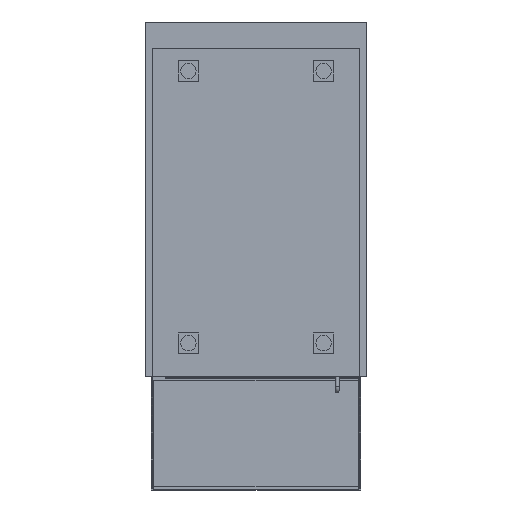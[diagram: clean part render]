
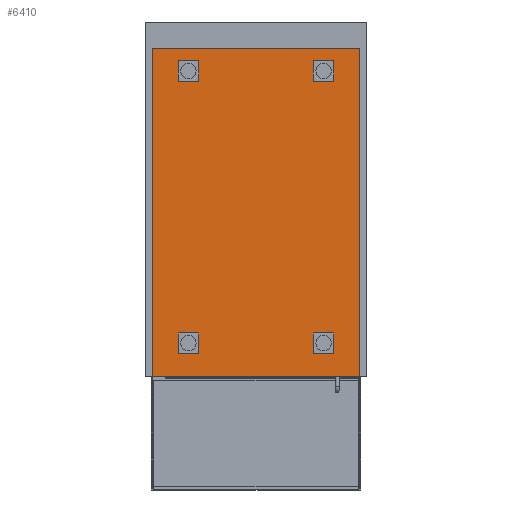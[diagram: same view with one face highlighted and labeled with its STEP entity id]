
A CAD part, front view. The second image highlights one B-rep face of the part: STEP entity #6410.
In plain terms, the highlighted planar face has unit normal (0, -1, 0).
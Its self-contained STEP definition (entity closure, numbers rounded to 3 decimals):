
#96 = CARTESIAN_POINT ( 'NONE',  ( -203.5, -498., 296.5 ) ) ;
#716 = VERTEX_POINT ( 'NONE', #3486 ) ;
#786 = AXIS2_PLACEMENT_3D ( 'NONE', #6025, #6784, #5315 ) ;
#886 = LINE ( 'NONE', #4581, #5213 ) ;
#1313 = CARTESIAN_POINT ( 'NONE',  ( 203.5, -498., 296.5 ) ) ;
#1345 = VERTEX_POINT ( 'NONE', #1313 ) ;
#1513 = EDGE_CURVE ( 'NONE', #716, #1345, #886, .T. ) ;
#1514 = FACE_OUTER_BOUND ( 'NONE', #3526, .T. ) ;
#1554 = PLANE ( 'NONE',  #786 ) ;
#1558 = CARTESIAN_POINT ( 'NONE',  ( -203.5, -498., 296.5 ) ) ;
#2074 = CARTESIAN_POINT ( 'NONE',  ( -203.5, -498., 296.5 ) ) ;
#2107 = DIRECTION ( 'NONE',  ( 1., 0., 0. ) ) ;
#2195 = VECTOR ( 'NONE', #8728, 1000. ) ;
#2319 = LINE ( 'NONE', #2074, #2195 ) ;
#2763 = EDGE_CURVE ( 'NONE', #8354, #9455, #5167, .T. ) ;
#2971 = ORIENTED_EDGE ( 'NONE', *, *, #1513, .T. ) ;
#3131 = ORIENTED_EDGE ( 'NONE', *, *, #8019, .T. ) ;
#3486 = CARTESIAN_POINT ( 'NONE',  ( 203.5, -498., -347.5 ) ) ;
#3526 = EDGE_LOOP ( 'NONE', ( #4878, #3131, #2971, #9688 ) ) ;
#4581 = CARTESIAN_POINT ( 'NONE',  ( 203.5, -498., 296.5 ) ) ;
#4595 = VECTOR ( 'NONE', #2107, 1000. ) ;
#4878 = ORIENTED_EDGE ( 'NONE', *, *, #2763, .T. ) ;
#5167 = LINE ( 'NONE', #96, #8697 ) ;
#5213 = VECTOR ( 'NONE', #6146, 1000. ) ;
#5252 = EDGE_CURVE ( 'NONE', #1345, #8354, #2319, .T. ) ;
#5315 = DIRECTION ( 'NONE',  ( 0., 0., -1. ) ) ;
#5840 = CARTESIAN_POINT ( 'NONE',  ( -203.5, -498., -347.5 ) ) ;
#6025 = CARTESIAN_POINT ( 'NONE',  ( 0., -498., 0. ) ) ;
#6078 = DIRECTION ( 'NONE',  ( 0., 0., -1. ) ) ;
#6146 = DIRECTION ( 'NONE',  ( 0., 0., 1. ) ) ;
#6410 = ADVANCED_FACE ( 'NONE', ( #1514 ), #1554, .T. ) ;
#6784 = DIRECTION ( 'NONE',  ( 0., -1., 0. ) ) ;
#7296 = CARTESIAN_POINT ( 'NONE',  ( -203.5, -498., -347.5 ) ) ;
#8019 = EDGE_CURVE ( 'NONE', #9455, #716, #9654, .T. ) ;
#8354 = VERTEX_POINT ( 'NONE', #1558 ) ;
#8697 = VECTOR ( 'NONE', #6078, 1000. ) ;
#8728 = DIRECTION ( 'NONE',  ( -1., 0., 0. ) ) ;
#9455 = VERTEX_POINT ( 'NONE', #7296 ) ;
#9654 = LINE ( 'NONE', #5840, #4595 ) ;
#9688 = ORIENTED_EDGE ( 'NONE', *, *, #5252, .T. ) ;
